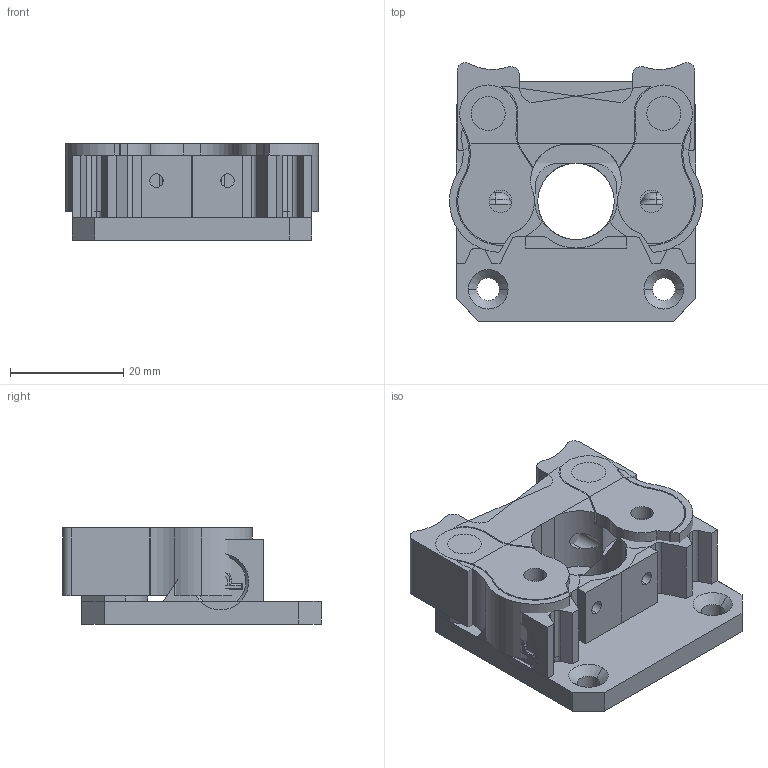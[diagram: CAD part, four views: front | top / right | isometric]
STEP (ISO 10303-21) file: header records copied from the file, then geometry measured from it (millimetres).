
FILE_DESCRIPTION (( 'STEP AP203' ), '1' );
FILE_NAME ('DriveBlock-Right.STEP', '2014-12-10T21:12:48', ( 'Paul Greucean' ), ( '' ), 'SwSTEP 2.0', 'SolidWorks 2014', '' );
FILE_SCHEMA (( 'CONFIG_CONTROL_DESIGN' ));
Length unit declared in the file: millimetre
Products named in the file (1): DriveBlock-Right
Bounding box: 44.68 x 45.63 x 17 mm (x, y, z)
Volume: 28219.5 mm3; surface area: 20145.9 mm2
Topology: 8 solids, 8 shells, 404 faces, 1040 edges, 654 vertices
Faces by surface type: cylinder 180, plane 158, cone 34, bspline 16, torus 8, sphere 8
Entity records: 13537 total; most frequent: CARTESIAN_POINT 3495, DIRECTION 2110, ORIENTED_EDGE 2064, EDGE_CURVE 1032, AXIS2_PLACEMENT_3D 761, VERTEX_POINT 654, LINE 588, VECTOR 588
